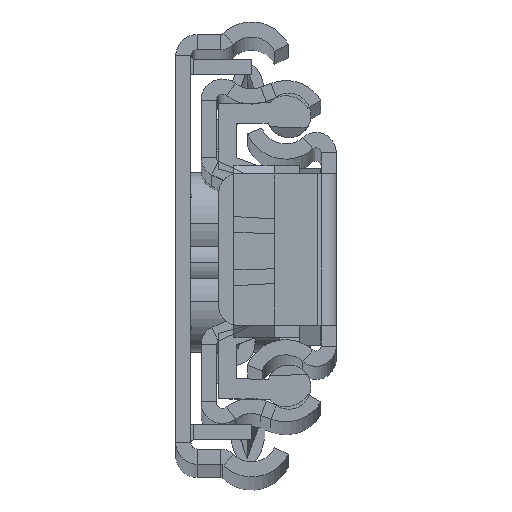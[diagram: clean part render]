
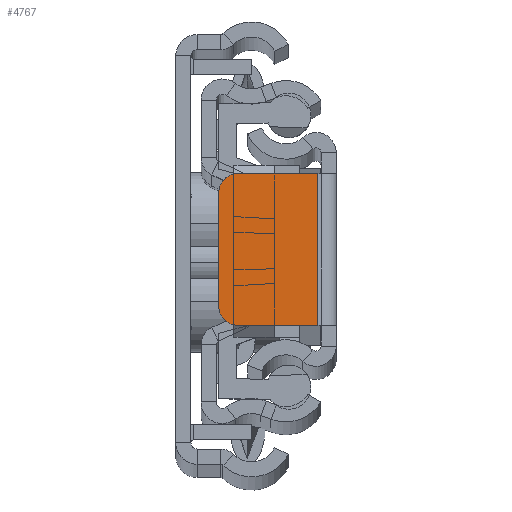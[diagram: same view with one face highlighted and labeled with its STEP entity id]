
A CAD part, top view. The second image highlights one B-rep face of the part: STEP entity #4767.
In plain terms, the highlighted planar face has unit normal (0, 0, 1).
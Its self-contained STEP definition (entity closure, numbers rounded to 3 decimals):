
#167 = LINE ( 'NONE', #3282, #20875 ) ;
#586 = CIRCLE ( 'NONE', #7011, 1.5 ) ;
#726 = EDGE_CURVE ( 'NONE', #9281, #21853, #10555, .T. ) ;
#767 = DIRECTION ( 'NONE',  ( 0., -1., 0. ) ) ;
#802 = DIRECTION ( 'NONE',  ( -1., 0., 0. ) ) ;
#2380 = DIRECTION ( 'NONE',  ( -1., 0., 0. ) ) ;
#3282 = CARTESIAN_POINT ( 'NONE',  ( 0., -6., 0. ) ) ;
#3594 = CIRCLE ( 'NONE', #4311, 1.5 ) ;
#3737 = CARTESIAN_POINT ( 'NONE',  ( -1.45, 6., 0. ) ) ;
#3932 = EDGE_CURVE ( 'NONE', #7002, #12912, #3594, .T. ) ;
#4311 = AXIS2_PLACEMENT_3D ( 'NONE', #10842, #15770, #802 ) ;
#4418 = CARTESIAN_POINT ( 'NONE',  ( -7.8, -6., 0. ) ) ;
#4470 = CARTESIAN_POINT ( 'NONE',  ( -7.8, 4.5, 0. ) ) ;
#4767 = ADVANCED_FACE ( 'NONE', ( #14219 ), #21032, .F. ) ;
#5738 = CARTESIAN_POINT ( 'NONE',  ( 0., 0., 0. ) ) ;
#6840 = AXIS2_PLACEMENT_3D ( 'NONE', #5738, #12535, #2380 ) ;
#7002 = VERTEX_POINT ( 'NONE', #14252 ) ;
#7011 = AXIS2_PLACEMENT_3D ( 'NONE', #4470, #8257, #11500 ) ;
#8031 = CARTESIAN_POINT ( 'NONE',  ( -9.3, 4.5, 0. ) ) ;
#8257 = DIRECTION ( 'NONE',  ( 0., 0., 1. ) ) ;
#9281 = VERTEX_POINT ( 'NONE', #3737 ) ;
#9377 = VECTOR ( 'NONE', #767, 1000. ) ;
#10555 = LINE ( 'NONE', #19485, #10766 ) ;
#10766 = VECTOR ( 'NONE', #12555, 1000. ) ;
#10842 = CARTESIAN_POINT ( 'NONE',  ( -7.8, -4.5, 0. ) ) ;
#10867 = ORIENTED_EDGE ( 'NONE', *, *, #12074, .T. ) ;
#11500 = DIRECTION ( 'NONE',  ( -1., 0., 0. ) ) ;
#11987 = DIRECTION ( 'NONE',  ( 1., 0., 0. ) ) ;
#12074 = EDGE_CURVE ( 'NONE', #21853, #17746, #586, .T. ) ;
#12535 = DIRECTION ( 'NONE',  ( 0., 0., -1. ) ) ;
#12555 = DIRECTION ( 'NONE',  ( -1., 0., 0. ) ) ;
#12912 = VERTEX_POINT ( 'NONE', #4418 ) ;
#13042 = VECTOR ( 'NONE', #20362, 1000. ) ;
#13143 = ORIENTED_EDGE ( 'NONE', *, *, #18094, .T. ) ;
#13416 = ORIENTED_EDGE ( 'NONE', *, *, #18118, .T. ) ;
#13676 = LINE ( 'NONE', #13780, #13042 ) ;
#13717 = ORIENTED_EDGE ( 'NONE', *, *, #3932, .T. ) ;
#13770 = VERTEX_POINT ( 'NONE', #18512 ) ;
#13780 = CARTESIAN_POINT ( 'NONE',  ( -9.3, 0., 0. ) ) ;
#13781 = EDGE_LOOP ( 'NONE', ( #13143, #13717, #13416, #17453, #17980, #10867 ) ) ;
#14219 = FACE_OUTER_BOUND ( 'NONE', #13781, .T. ) ;
#14252 = CARTESIAN_POINT ( 'NONE',  ( -9.3, -4.5, 0. ) ) ;
#15770 = DIRECTION ( 'NONE',  ( 0., 0., 1. ) ) ;
#16189 = LINE ( 'NONE', #19007, #9377 ) ;
#17170 = CARTESIAN_POINT ( 'NONE',  ( -7.8, 6., 0. ) ) ;
#17453 = ORIENTED_EDGE ( 'NONE', *, *, #21605, .F. ) ;
#17746 = VERTEX_POINT ( 'NONE', #8031 ) ;
#17980 = ORIENTED_EDGE ( 'NONE', *, *, #726, .T. ) ;
#18094 = EDGE_CURVE ( 'NONE', #17746, #7002, #13676, .T. ) ;
#18118 = EDGE_CURVE ( 'NONE', #12912, #13770, #167, .T. ) ;
#18512 = CARTESIAN_POINT ( 'NONE',  ( -1.45, -6., 0. ) ) ;
#19007 = CARTESIAN_POINT ( 'NONE',  ( -1.45, -6., 0. ) ) ;
#19485 = CARTESIAN_POINT ( 'NONE',  ( 0., 6., 0. ) ) ;
#20362 = DIRECTION ( 'NONE',  ( 0., -1., 0. ) ) ;
#20875 = VECTOR ( 'NONE', #11987, 1000. ) ;
#21032 = PLANE ( 'NONE',  #6840 ) ;
#21605 = EDGE_CURVE ( 'NONE', #9281, #13770, #16189, .T. ) ;
#21853 = VERTEX_POINT ( 'NONE', #17170 ) ;
